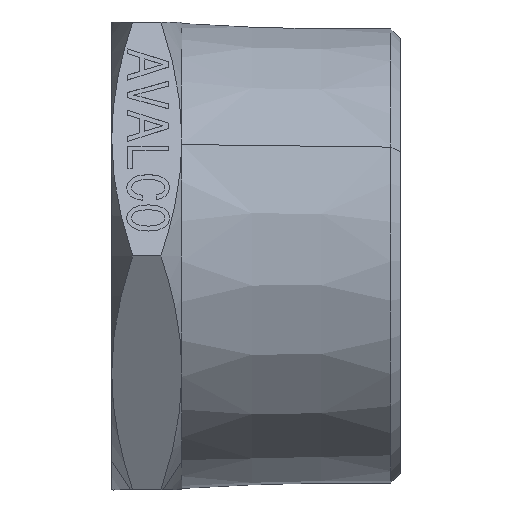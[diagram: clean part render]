
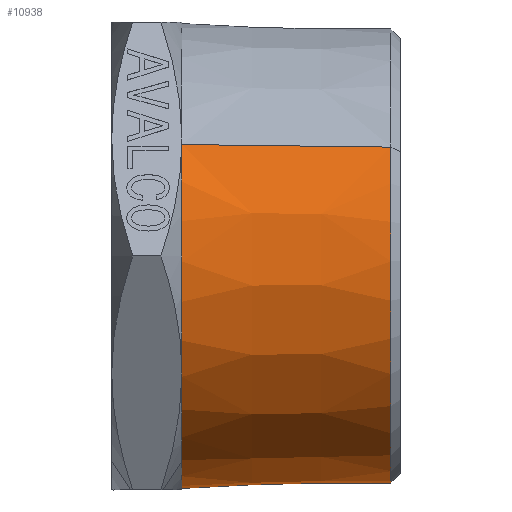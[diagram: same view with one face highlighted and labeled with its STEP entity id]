
A CAD part, left-side view. The second image highlights one B-rep face of the part: STEP entity #10938.
In plain terms, the highlighted conical face has half-angle 1.47 degrees and reference radius 29.088 mm.
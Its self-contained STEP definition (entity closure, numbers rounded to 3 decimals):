
#1203=CARTESIAN_POINT('Vertex',(-26.158,0.,14.29)) ;
#1205=CARTESIAN_POINT('Vertex',(26.158,0.,-14.29)) ;
#1208=CARTESIAN_POINT('Axis2P3D Location',(0.,0.,0.)) ;
#10908=CARTESIAN_POINT('Axis2P3D Location',(0.,-28.,0.)) ;
#10913=CARTESIAN_POINT('Line Origine',(-25.843,-14.,14.118)) ;
#10917=CARTESIAN_POINT('Vertex',(-25.555,-26.8,13.961)) ;
#10920=CARTESIAN_POINT('Line Origine',(25.843,-14.,-14.118)) ;
#10924=CARTESIAN_POINT('Vertex',(25.555,-26.8,-13.961)) ;
#10927=CARTESIAN_POINT('Axis2P3D Location',(0.,-26.8,0.)) ;
#1209=DIRECTION('Axis2P3D Direction',(0.,1.,0.)) ;
#10909=DIRECTION('Axis2P3D Direction',(0.,1.,0.)) ;
#10910=DIRECTION('Axis2P3D XDirection',(-0.878,0.,0.479)) ;
#10914=DIRECTION('Vector Direction',(-0.023,1.,0.012)) ;
#10921=DIRECTION('Vector Direction',(0.023,1.,-0.012)) ;
#10928=DIRECTION('Axis2P3D Direction',(0.,1.,0.)) ;
#1210=AXIS2_PLACEMENT_3D('Circle Axis2P3D',#1208,#1209,$) ;
#10911=AXIS2_PLACEMENT_3D('Cone Axis2P3D',#10908,#10909,#10910) ;
#10929=AXIS2_PLACEMENT_3D('Circle Axis2P3D',#10927,#10928,$) ;
#10933=ORIENTED_EDGE('',*,*,#10919,.T.) ;
#10934=ORIENTED_EDGE('',*,*,#1212,.F.) ;
#10935=ORIENTED_EDGE('',*,*,#10926,.F.) ;
#10936=ORIENTED_EDGE('',*,*,#10931,.T.) ;
#10915=VECTOR('Line Direction',#10914,1.) ;
#10922=VECTOR('Line Direction',#10921,1.) ;
#10938=ADVANCED_FACE('Corps principal',(#10937),#10912,.T.) ;
#1211=CIRCLE('generated circle',#1210,29.807) ;
#10930=CIRCLE('generated circle',#10929,29.119) ;
#10912=CONICAL_SURFACE('Cone',#10911,29.088,0.026) ;
#1212=EDGE_CURVE('',#1206,#1204,#1211,.T.) ;
#10919=EDGE_CURVE('',#10918,#1204,#10916,.T.) ;
#10926=EDGE_CURVE('',#10925,#1206,#10923,.T.) ;
#10931=EDGE_CURVE('',#10925,#10918,#10930,.T.) ;
#10932=EDGE_LOOP('',(#10933,#10934,#10935,#10936)) ;
#10937=FACE_OUTER_BOUND('',#10932,.T.) ;
#10916=LINE('Line',#10913,#10915) ;
#10923=LINE('Line',#10920,#10922) ;
#1204=VERTEX_POINT('',#1203) ;
#1206=VERTEX_POINT('',#1205) ;
#10918=VERTEX_POINT('',#10917) ;
#10925=VERTEX_POINT('',#10924) ;
